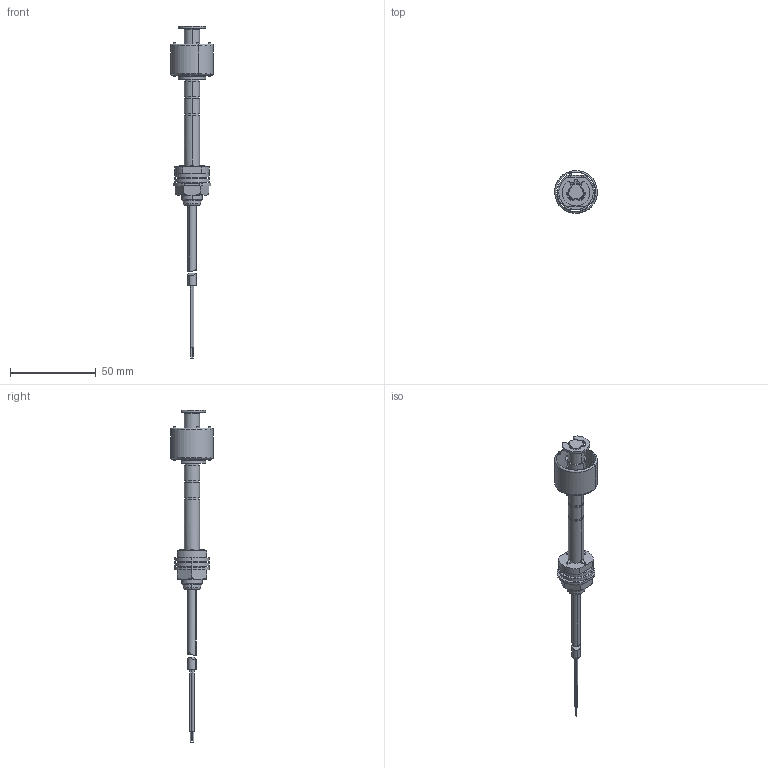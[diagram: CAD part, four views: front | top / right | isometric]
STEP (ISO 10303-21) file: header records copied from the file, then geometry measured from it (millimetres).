
FILE_DESCRIPTION (( 'STEP AP214' ), '1' );
FILE_NAME ('L141_L143.STEP', '2021-12-30T08:46:57', ( '' ), ( '' ), 'SwSTEP 2.0', 'SolidWorks 2021', '' );
FILE_SCHEMA (( 'AUTOMOTIVE_DESIGN' ));
Length unit declared in the file: millimetre
Products named in the file (12): 1VGU 20 13 0000; 1VDA 12 03 0000; 2G10 02 00 PP30; L141_L143; 1VAN 16 08 1000; 1STA 01 00 0000; 1L1100010000_per cliente; Cavo 1PDA
Assembly tree (13 placements, depth 3):
  L141_L143
    1VGU 20 13 0000  x2
      1VGU 20 13 0000
    1VAN 16 08 1000  x2
      1VAN 16 08 1000
    1VDA 12 03 0000
      1VDA 12 03 0000
    1STA 01 00 0000
      1STA 01 00 0000
    2G10 02 00 PP30
    1L1100010000_per cliente
    Cavo 1PDA
Bounding box: 24.98 x 24.98 x 193.6 mm (x, y, z)
Volume: 18879 mm3; surface area: 11245.4 mm2
Topology: 10 solids, 10 shells, 257 faces, 601 edges, 388 vertices
Faces by surface type: cylinder 141, plane 90, torus 20, cone 4, bspline 2
Entity records: 6906 total; most frequent: CARTESIAN_POINT 1301, DIRECTION 1191, ORIENTED_EDGE 962, AXIS2_PLACEMENT_3D 498, EDGE_CURVE 481, VERTEX_POINT 308, CIRCLE 270, EDGE_LOOP 239
